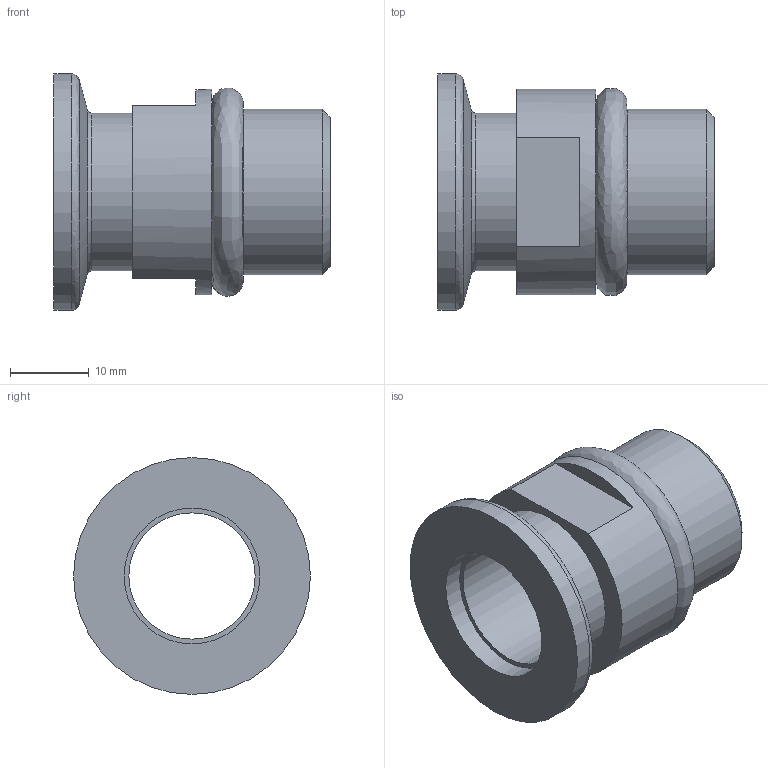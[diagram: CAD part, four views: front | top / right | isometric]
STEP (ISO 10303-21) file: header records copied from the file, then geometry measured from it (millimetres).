
FILE_DESCRIPTION (( 'STEP AP214' ), '1' );
FILE_NAME ('1KF16GM1 2.STEP', '2019-04-08T13:09:59', ( '' ), ( '' ), 'SwSTEP 2.0', 'SolidWorks 2017', '' );
FILE_SCHEMA (( 'AUTOMOTIVE_DESIGN' ));
Length unit declared in the file: millimetre
Products named in the file (1): 1KF16GM1 2
Bounding box: 35 x 30 x 30 mm (x, y, z)
Surface area: 6596.2 mm2 (no closed solid volume)
Topology: 0 solids, 2 shells, 25 faces, 56 edges, 38 vertices
Faces by surface type: plane 11, cylinder 8, bspline 3, cone 2, torus 1
Full cylindrical faces by diameter (mm): 16 x1, 17.2 x1, 18.4 x2, 20 x1, 20.955 x1, 26 x1, 30 x1
Entity records: 882 total; most frequent: CARTESIAN_POINT 388, DIRECTION 102, ORIENTED_EDGE 68, AXIS2_PLACEMENT_3D 47, EDGE_LOOP 46, FACE_OUTER_BOUND 37, EDGE_CURVE 36, VERTEX_POINT 32
